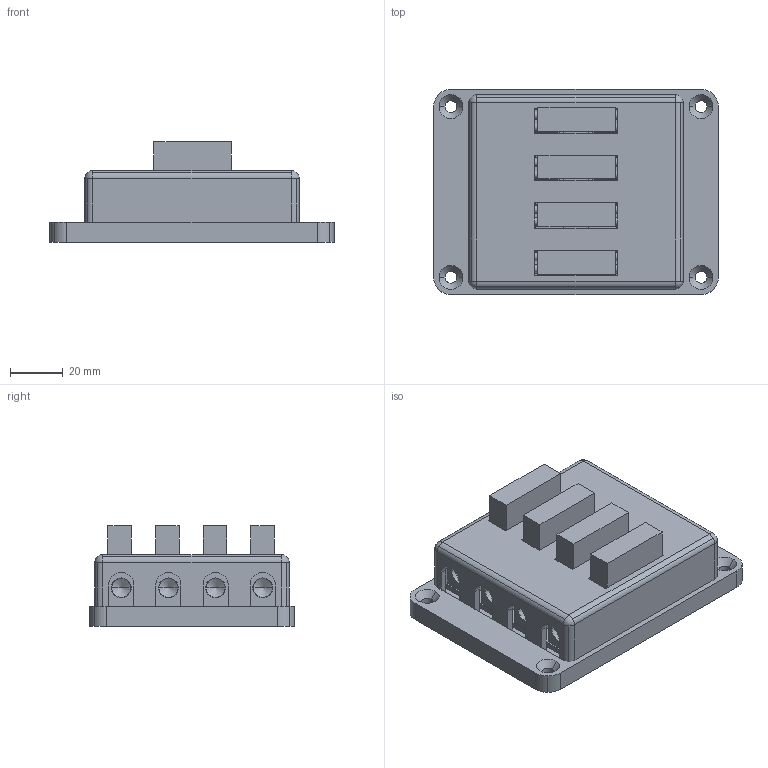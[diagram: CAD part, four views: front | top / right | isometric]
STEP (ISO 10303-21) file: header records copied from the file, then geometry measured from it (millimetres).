
FILE_DESCRIPTION((''),'2;1');
FILE_NAME('Maxi Fuse Block.stp','2004-02-08T19:31:46',('Administrator'),(''),'Autodesk Inventor (tm) 5.0','Autodesk Inventor (tm) 5.0','');
FILE_SCHEMA(('CONFIG_CONTROL_DESIGN'));
Length unit declared in the file: inch
Products named in the file (8): Maxi Fuse Block; Maxi Fuse Block - Base; Maxi Fuse Block - Terminal; Maxi Fuse Block - Bottom Cover; Maxi Fuse Block - Top Cover; Maxi Fuse; Maxi Fuse - Body; Maxi Fuse - Terminal
Assembly tree (18 placements, depth 3):
  Maxi Fuse Block
    Maxi Fuse Block - Base
    Maxi Fuse Block - Terminal  x8
    Maxi Fuse Block - Bottom Cover
    Maxi Fuse Block - Top Cover
    Maxi Fuse  x4
      Maxi Fuse - Body
      Maxi Fuse - Terminal
Bounding box: 107.5 x 77.5 x 38 mm (x, y, z)
Volume: 128978.1 mm3; surface area: 91886.1 mm2
Topology: 23 solids, 23 shells, 722 faces, 1952 edges, 1264 vertices
Faces by surface type: plane 343, bspline 219, cylinder 152, sphere 8
Entity records: 13539 total; most frequent: CARTESIAN_POINT 3088, ORIENTED_EDGE 1952, DIRECTION 1812, EDGE_CURVE 976, VECTOR 696, LINE 696, VERTEX_POINT 640, AXIS2_PLACEMENT_3D 558
